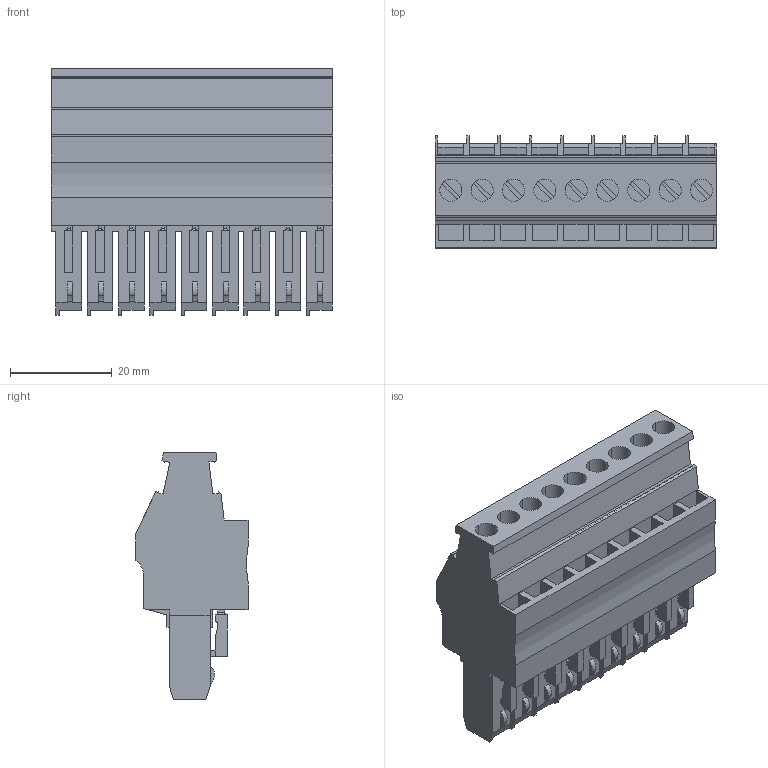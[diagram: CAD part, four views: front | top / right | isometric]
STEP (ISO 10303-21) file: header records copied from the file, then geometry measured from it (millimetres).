
FILE_DESCRIPTION(('Creo Elements/Direct Modeling STEP Export'),'2;1');
FILE_NAME('model.stp','2019-03-21T 0:29:26',(''),(''),'Creo Elements/Direct Modeling STEP processor for AP214 (Solid Model)','Creo Elements/Direct Modeling 20.1A 29-Sep-2018 (C) Parametric Technology GmbH','');
FILE_SCHEMA(('AUTOMOTIVE_DESIGN { 1 0 10303 214 1 1 1 1 }'));
Products named in the file (2): UPBV_4_9-select
Assembly tree (1 placements, depth 2):
  UPBV_4_9-select
    UPBV_4_9-select
Bounding box: 55.35 x 22 x 48.48 mm (x, y, z)
Volume: 28342.2 mm3; surface area: 18065.9 mm2
Topology: 1 solids, 1 shells, 1307 faces, 3591 edges, 2322 vertices
Faces by surface type: plane 919, cylinder 316, bspline 72
Entity records: 66481 total; most frequent: CARTESIAN_POINT 22322, ORIENTED_EDGE 7182, DIRECTION 6668, EDGE_CURVE 3591, VECTOR 2804, LINE 2804, VERTEX_POINT 2322, AXIS2_PLACEMENT_3D 1932
